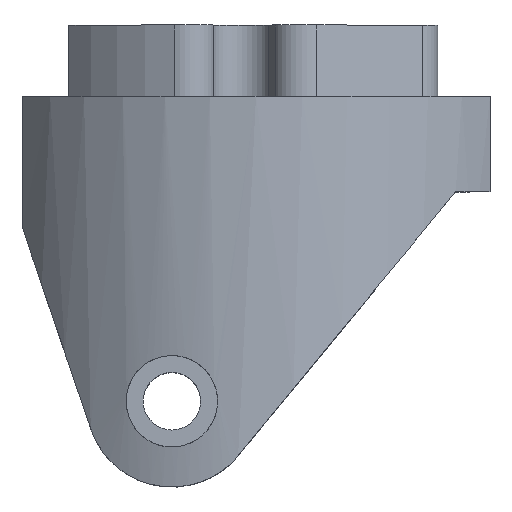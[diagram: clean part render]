
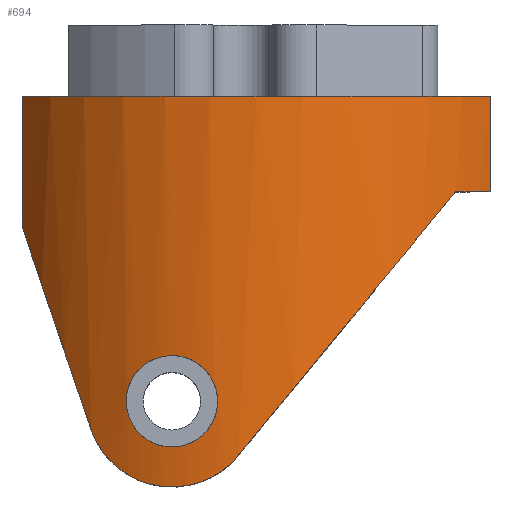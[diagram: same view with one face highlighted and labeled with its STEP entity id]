
A CAD part, top view. The second image highlights one B-rep face of the part: STEP entity #694.
In plain terms, the highlighted cylindrical face has radius 46.355 mm (diameter 92.71 mm), a partial arc.
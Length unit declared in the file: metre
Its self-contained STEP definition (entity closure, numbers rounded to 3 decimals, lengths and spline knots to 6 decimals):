
#37=ELLIPSE('',#752,0.144112,0.046355);
#38=ELLIPSE('',#753,0.072902,0.046355);
#41=LINE('',#1055,#82);
#42=LINE('',#1076,#83);
#82=VECTOR('',#835,1.);
#83=VECTOR('',#842,1.);
#123=CIRCLE('',#751,0.046355);
#124=CIRCLE('',#754,0.046355);
#161=ORIENTED_EDGE('',*,*,#369,.T.);
#162=ORIENTED_EDGE('',*,*,#370,.T.);
#163=ORIENTED_EDGE('',*,*,#371,.T.);
#164=ORIENTED_EDGE('',*,*,#372,.T.);
#165=ORIENTED_EDGE('',*,*,#373,.T.);
#166=ORIENTED_EDGE('',*,*,#374,.T.);
#167=ORIENTED_EDGE('',*,*,#375,.T.);
#168=ORIENTED_EDGE('',*,*,#376,.F.);
#169=ORIENTED_EDGE('',*,*,#377,.T.);
#369=EDGE_CURVE('',#473,#474,#543,.T.);
#370=EDGE_CURVE('',#474,#473,#544,.T.);
#371=EDGE_CURVE('',#475,#476,#123,.T.);
#372=EDGE_CURVE('',#476,#477,#41,.F.);
#373=EDGE_CURVE('',#477,#478,#37,.T.);
#374=EDGE_CURVE('',#478,#479,#545,.T.);
#375=EDGE_CURVE('',#479,#480,#38,.T.);
#376=EDGE_CURVE('',#481,#480,#124,.T.);
#377=EDGE_CURVE('',#481,#475,#42,.T.);
#473=VERTEX_POINT('',#1039);
#474=VERTEX_POINT('',#1040);
#475=VERTEX_POINT('',#1053);
#476=VERTEX_POINT('',#1054);
#477=VERTEX_POINT('',#1056);
#478=VERTEX_POINT('',#1058);
#479=VERTEX_POINT('',#1071);
#480=VERTEX_POINT('',#1073);
#481=VERTEX_POINT('',#1075);
#543=B_SPLINE_CURVE_WITH_KNOTS('',3,(#1032,#1033,#1034,#1035,#1036,#1037,
#1038),.UNSPECIFIED.,.F.,.F.,(4,1,1,1,4),(0.,0.003151,
0.006301,0.009452,0.012602),
 .UNSPECIFIED.);
#544=B_SPLINE_CURVE_WITH_KNOTS('',3,(#1041,#1042,#1043,#1044,#1045,#1046,
#1047,#1048,#1049,#1050,#1051),.UNSPECIFIED.,.F.,.F.,(4,1,1,1,1,1,1,1,4),
(0.,0.004539,0.009079,0.013618,
0.018157,0.022697,0.027236,0.031775,
0.036315),.UNSPECIFIED.);
#545=B_SPLINE_CURVE_WITH_KNOTS('',3,(#1059,#1060,#1061,#1062,#1063,#1064,
#1065,#1066,#1067,#1068,#1069,#1070),.UNSPECIFIED.,.F.,.F.,(4,1,1,1,1,1,
1,1,1,4),(0.,0.003964,0.007928,0.011892,
0.013874,0.015856,0.019821,0.023785,
0.027749,0.031713),.UNSPECIFIED.);
#564=EDGE_LOOP('',(#161,#162));
#565=EDGE_LOOP('',(#163,#164,#165,#166,#167,#168,#169));
#620=FACE_BOUND('',#564,.T.);
#621=FACE_BOUND('',#565,.T.);
#676=CYLINDRICAL_SURFACE('',#750,0.046355);
#694=ADVANCED_FACE('',(#620,#621),#676,.T.);
#750=AXIS2_PLACEMENT_3D('',#1031,#831,#832);
#751=AXIS2_PLACEMENT_3D('',#1052,#833,#834);
#752=AXIS2_PLACEMENT_3D('',#1057,#836,#837);
#753=AXIS2_PLACEMENT_3D('',#1072,#838,#839);
#754=AXIS2_PLACEMENT_3D('',#1074,#840,#841);
#831=DIRECTION('',(0.,1.,0.));
#832=DIRECTION('',(0.,0.,1.));
#833=DIRECTION('',(0.,-1.,0.));
#834=DIRECTION('',(0.,0.,-1.));
#835=DIRECTION('',(0.,1.,0.));
#836=DIRECTION('',(0.947,0.322,0.));
#837=DIRECTION('',(-0.322,0.947,0.));
#838=DIRECTION('',(-0.772,0.636,0.));
#839=DIRECTION('',(0.636,0.772,0.));
#840=DIRECTION('',(0.,-1.,0.));
#841=DIRECTION('',(0.,0.,-1.));
#842=DIRECTION('',(0.,1.,0.));
#1031=CARTESIAN_POINT('',(0.,0.,0.));
#1032=CARTESIAN_POINT('',(-0.019246,0.045265,0.042171));
#1033=CARTESIAN_POINT('',(-0.019979,0.04596,0.041836));
#1034=CARTESIAN_POINT('',(-0.021174,0.047639,0.041244));
#1035=CARTESIAN_POINT('',(-0.021854,0.050792,0.040879));
#1036=CARTESIAN_POINT('',(-0.021179,0.053954,0.041241));
#1037=CARTESIAN_POINT('',(-0.01998,0.05564,0.041836));
#1038=CARTESIAN_POINT('',(-0.019246,0.056335,0.042171));
#1039=CARTESIAN_POINT('',(-0.019246,0.045265,0.042171));
#1040=CARTESIAN_POINT('',(-0.019246,0.056335,0.042171));
#1041=CARTESIAN_POINT('',(-0.019246,0.056335,0.042171));
#1042=CARTESIAN_POINT('',(-0.018187,0.057336,0.042654));
#1043=CARTESIAN_POINT('',(-0.015582,0.058674,0.043741));
#1044=CARTESIAN_POINT('',(-0.01104,0.058301,0.045096));
#1045=CARTESIAN_POINT('',(-0.007342,0.055378,0.045795));
#1046=CARTESIAN_POINT('',(-0.005916,0.050816,0.045971));
#1047=CARTESIAN_POINT('',(-0.007323,0.046246,0.045798));
#1048=CARTESIAN_POINT('',(-0.011027,0.043303,0.045099));
#1049=CARTESIAN_POINT('',(-0.015563,0.042921,0.043748));
#1050=CARTESIAN_POINT('',(-0.018187,0.044264,0.042654));
#1051=CARTESIAN_POINT('',(-0.019246,0.045265,0.042171));
#1052=CARTESIAN_POINT('',(0.,0.1016,0.));
#1053=CARTESIAN_POINT('',(0.038986,0.1016,0.025077));
#1054=CARTESIAN_POINT('',(-0.038986,0.1016,0.025077));
#1055=CARTESIAN_POINT('',(-0.038986,0.,0.025077));
#1056=CARTESIAN_POINT('',(-0.038986,0.07991,0.025077));
#1057=CARTESIAN_POINT('',(0.,-0.034853,0.));
#1058=CARTESIAN_POINT('',(-0.027536,0.046204,0.03729));
#1059=CARTESIAN_POINT('',(-0.027536,0.046204,0.03729));
#1060=CARTESIAN_POINT('',(-0.027116,0.044966,0.0376));
#1061=CARTESIAN_POINT('',(-0.02598,0.042713,0.038418));
#1062=CARTESIAN_POINT('',(-0.023522,0.039931,0.039987));
#1063=CARTESIAN_POINT('',(-0.020978,0.038226,0.041368));
#1064=CARTESIAN_POINT('',(-0.018747,0.037279,0.042409));
#1065=CARTESIAN_POINT('',(-0.016352,0.03661,0.04341));
#1066=CARTESIAN_POINT('',(-0.013226,0.036364,0.044488));
#1067=CARTESIAN_POINT('',(-0.009374,0.037092,0.045452));
#1068=CARTESIAN_POINT('',(-0.005803,0.03888,0.04603));
#1069=CARTESIAN_POINT('',(-0.003834,0.04068,0.046204));
#1070=CARTESIAN_POINT('',(-0.002981,0.041715,0.046259));
#1071=CARTESIAN_POINT('',(-0.002981,0.041715,0.046259));
#1072=CARTESIAN_POINT('',(0.,0.045333,0.));
#1073=CARTESIAN_POINT('',(0.033276,0.085725,0.032272));
#1074=CARTESIAN_POINT('',(0.,0.085725,0.));
#1075=CARTESIAN_POINT('',(0.038986,0.085725,0.025077));
#1076=CARTESIAN_POINT('',(0.038986,0.,0.025077));
